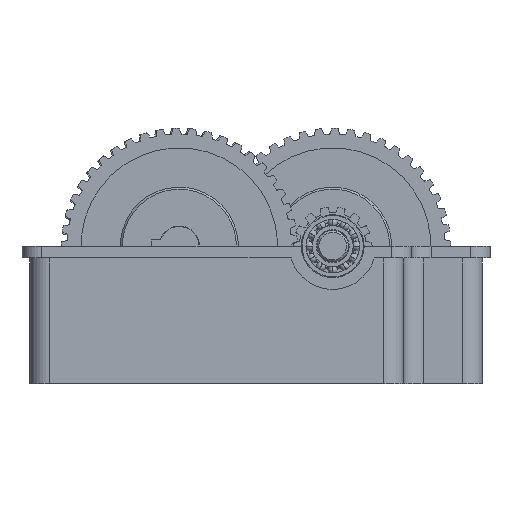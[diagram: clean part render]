
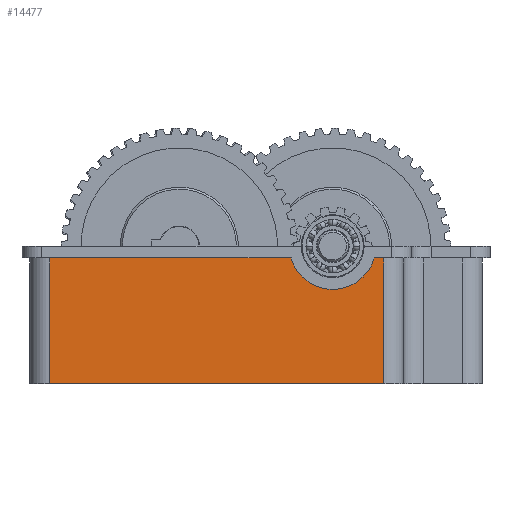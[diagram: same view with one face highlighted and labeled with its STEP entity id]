
A CAD part, left-side view. The second image highlights one B-rep face of the part: STEP entity #14477.
In plain terms, the highlighted planar face has unit normal (-1, 0, 0).
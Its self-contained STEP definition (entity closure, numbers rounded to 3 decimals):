
#2012 = CARTESIAN_POINT ( 'NONE',  ( -30., -19.5, 35. ) ) ;
#2268 = DIRECTION ( 'NONE',  ( 0., 1., 0. ) ) ;
#3018 = EDGE_CURVE ( 'NONE', #14869, #16860, #41312, .T. ) ;
#3552 = ORIENTED_EDGE ( 'NONE', *, *, #28530, .T. ) ;
#3727 = ORIENTED_EDGE ( 'NONE', *, *, #3018, .T. ) ;
#4738 = DIRECTION ( 'NONE',  ( 1., 0., 0. ) ) ;
#4762 = FACE_OUTER_BOUND ( 'NONE', #21149, .T. ) ;
#4953 = LINE ( 'NONE', #17552, #34047 ) ;
#5087 = EDGE_CURVE ( 'NONE', #23548, #17254, #14857, .T. ) ;
#5582 = DIRECTION ( 'NONE',  ( 0., -1., 0. ) ) ;
#10011 = CARTESIAN_POINT ( 'NONE',  ( -30., -30.083, 32. ) ) ;
#11262 = DIRECTION ( 'NONE',  ( 0., -1., 0. ) ) ;
#12348 = CARTESIAN_POINT ( 'NONE',  ( -30., 52.5, 0. ) ) ;
#12381 = DIRECTION ( 'NONE',  ( 0., 0., -1. ) ) ;
#12590 = CARTESIAN_POINT ( 'NONE',  ( -30., 52.5, 0. ) ) ;
#12992 = AXIS2_PLACEMENT_3D ( 'NONE', #2012, #4738, #18373 ) ;
#14269 = CARTESIAN_POINT ( 'NONE',  ( -30., -32.5, 32. ) ) ;
#14423 = DIRECTION ( 'NONE',  ( -1., 0., 0. ) ) ;
#14477 = ADVANCED_FACE ( 'NONE', ( #4762 ), #24066, .T. ) ;
#14857 = LINE ( 'NONE', #15282, #26788 ) ;
#14869 = VERTEX_POINT ( 'NONE', #29672 ) ;
#15282 = CARTESIAN_POINT ( 'NONE',  ( -30., 59.5, 32. ) ) ;
#15656 = ORIENTED_EDGE ( 'NONE', *, *, #18630, .T. ) ;
#16860 = VERTEX_POINT ( 'NONE', #14269 ) ;
#17254 = VERTEX_POINT ( 'NONE', #23053 ) ;
#17552 = CARTESIAN_POINT ( 'NONE',  ( -30., -30.083, 32. ) ) ;
#17969 = CARTESIAN_POINT ( 'NONE',  ( -30., 59.5, 0. ) ) ;
#18373 = DIRECTION ( 'NONE',  ( 0., -1., 0. ) ) ;
#18630 = EDGE_CURVE ( 'NONE', #16860, #37979, #4953, .T. ) ;
#21117 = DIRECTION ( 'NONE',  ( 0., 1., 0. ) ) ;
#21149 = EDGE_LOOP ( 'NONE', ( #26692, #3552, #31885, #3727, #15656, #37691 ) ) ;
#23053 = CARTESIAN_POINT ( 'NONE',  ( -30., 52.5, 32. ) ) ;
#23548 = VERTEX_POINT ( 'NONE', #40203 ) ;
#24066 = PLANE ( 'NONE',  #31385 ) ;
#24769 = LINE ( 'NONE', #12590, #38445 ) ;
#25730 = CIRCLE ( 'NONE', #12992, 11. ) ;
#25825 = VECTOR ( 'NONE', #5582, 1000. ) ;
#26692 = ORIENTED_EDGE ( 'NONE', *, *, #5087, .T. ) ;
#26788 = VECTOR ( 'NONE', #2268, 1000. ) ;
#27732 = CARTESIAN_POINT ( 'NONE',  ( -30., -32.5, 35. ) ) ;
#28530 = EDGE_CURVE ( 'NONE', #17254, #29883, #24769, .T. ) ;
#29672 = CARTESIAN_POINT ( 'NONE',  ( -30., -32.5, 0. ) ) ;
#29883 = VERTEX_POINT ( 'NONE', #12348 ) ;
#30337 = CARTESIAN_POINT ( 'NONE',  ( -30., -19.5, 35. ) ) ;
#31385 = AXIS2_PLACEMENT_3D ( 'NONE', #30337, #14423, #11262 ) ;
#31885 = ORIENTED_EDGE ( 'NONE', *, *, #39499, .T. ) ;
#34047 = VECTOR ( 'NONE', #21117, 1000. ) ;
#34836 = DIRECTION ( 'NONE',  ( 0., 0., 1. ) ) ;
#37691 = ORIENTED_EDGE ( 'NONE', *, *, #38272, .T. ) ;
#37979 = VERTEX_POINT ( 'NONE', #10011 ) ;
#38272 = EDGE_CURVE ( 'NONE', #37979, #23548, #25730, .T. ) ;
#38445 = VECTOR ( 'NONE', #12381, 1000. ) ;
#39499 = EDGE_CURVE ( 'NONE', #29883, #14869, #40140, .T. ) ;
#40140 = LINE ( 'NONE', #17969, #25825 ) ;
#40203 = CARTESIAN_POINT ( 'NONE',  ( -30., -8.917, 32. ) ) ;
#40869 = VECTOR ( 'NONE', #34836, 1000. ) ;
#41312 = LINE ( 'NONE', #27732, #40869 ) ;
